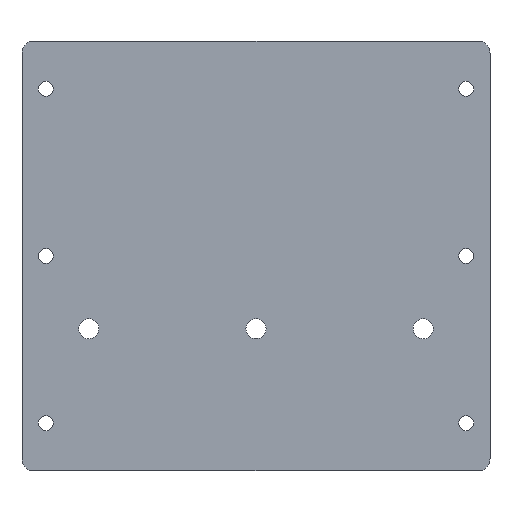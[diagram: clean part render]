
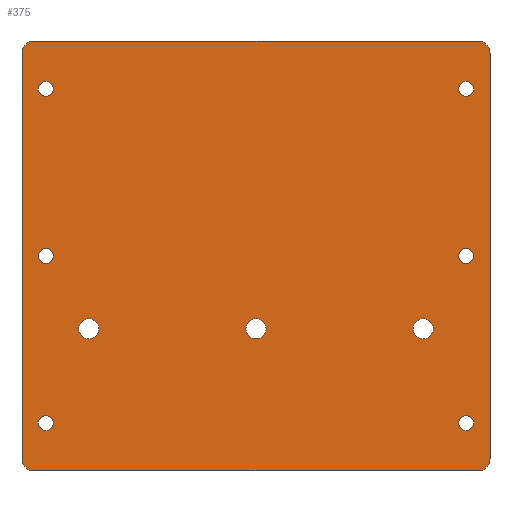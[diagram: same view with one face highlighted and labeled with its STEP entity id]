
A CAD part, front view. The second image highlights one B-rep face of the part: STEP entity #375.
In plain terms, the highlighted planar face has unit normal (0, -1, 0).
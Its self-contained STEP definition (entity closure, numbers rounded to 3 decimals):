
#15=FACE_BOUND('',#63,.T.);
#16=FACE_BOUND('',#64,.T.);
#17=FACE_BOUND('',#65,.T.);
#18=FACE_BOUND('',#66,.T.);
#19=FACE_BOUND('',#67,.T.);
#20=FACE_BOUND('',#68,.T.);
#21=FACE_BOUND('',#69,.T.);
#22=FACE_BOUND('',#70,.T.);
#23=FACE_BOUND('',#71,.T.);
#33=PLANE('',#416);
#43=FACE_OUTER_BOUND('',#62,.T.);
#62=EDGE_LOOP('',(#272,#273,#274,#275,#276,#277,#278,#279));
#63=EDGE_LOOP('',(#280));
#64=EDGE_LOOP('',(#281));
#65=EDGE_LOOP('',(#282));
#66=EDGE_LOOP('',(#283));
#67=EDGE_LOOP('',(#284));
#68=EDGE_LOOP('',(#285));
#69=EDGE_LOOP('',(#286));
#70=EDGE_LOOP('',(#287));
#71=EDGE_LOOP('',(#288));
#100=LINE('',#596,#125);
#101=LINE('',#600,#126);
#102=LINE('',#604,#127);
#103=LINE('',#607,#128);
#125=VECTOR('',#482,10.);
#126=VECTOR('',#485,10.);
#127=VECTOR('',#488,10.);
#128=VECTOR('',#491,10.);
#145=CIRCLE('',#405,4.2);
#147=CIRCLE('',#408,4.2);
#149=CIRCLE('',#411,4.2);
#152=CIRCLE('',#415,5.);
#153=CIRCLE('',#417,5.);
#154=CIRCLE('',#418,5.);
#155=CIRCLE('',#419,5.);
#156=CIRCLE('',#420,3.15);
#157=CIRCLE('',#421,3.15);
#158=CIRCLE('',#422,3.15);
#159=CIRCLE('',#423,3.15);
#160=CIRCLE('',#424,3.15);
#161=CIRCLE('',#425,3.15);
#171=VERTEX_POINT('',#568);
#173=VERTEX_POINT('',#574);
#175=VERTEX_POINT('',#580);
#179=VERTEX_POINT('',#589);
#180=VERTEX_POINT('',#591);
#181=VERTEX_POINT('',#595);
#182=VERTEX_POINT('',#597);
#183=VERTEX_POINT('',#599);
#184=VERTEX_POINT('',#601);
#185=VERTEX_POINT('',#603);
#186=VERTEX_POINT('',#605);
#187=VERTEX_POINT('',#608);
#188=VERTEX_POINT('',#610);
#189=VERTEX_POINT('',#612);
#190=VERTEX_POINT('',#614);
#191=VERTEX_POINT('',#616);
#192=VERTEX_POINT('',#618);
#205=EDGE_CURVE('',#171,#171,#145,.T.);
#208=EDGE_CURVE('',#173,#173,#147,.T.);
#211=EDGE_CURVE('',#175,#175,#149,.T.);
#216=EDGE_CURVE('',#179,#180,#152,.T.);
#218=EDGE_CURVE('',#179,#181,#100,.T.);
#219=EDGE_CURVE('',#182,#181,#153,.T.);
#220=EDGE_CURVE('',#182,#183,#101,.T.);
#221=EDGE_CURVE('',#184,#183,#154,.T.);
#222=EDGE_CURVE('',#184,#185,#102,.T.);
#223=EDGE_CURVE('',#186,#185,#155,.T.);
#224=EDGE_CURVE('',#186,#180,#103,.T.);
#225=EDGE_CURVE('',#187,#187,#156,.T.);
#226=EDGE_CURVE('',#188,#188,#157,.T.);
#227=EDGE_CURVE('',#189,#189,#158,.T.);
#228=EDGE_CURVE('',#190,#190,#159,.T.);
#229=EDGE_CURVE('',#191,#191,#160,.T.);
#230=EDGE_CURVE('',#192,#192,#161,.T.);
#272=ORIENTED_EDGE('',*,*,#216,.F.);
#273=ORIENTED_EDGE('',*,*,#218,.T.);
#274=ORIENTED_EDGE('',*,*,#219,.F.);
#275=ORIENTED_EDGE('',*,*,#220,.T.);
#276=ORIENTED_EDGE('',*,*,#221,.F.);
#277=ORIENTED_EDGE('',*,*,#222,.T.);
#278=ORIENTED_EDGE('',*,*,#223,.F.);
#279=ORIENTED_EDGE('',*,*,#224,.T.);
#280=ORIENTED_EDGE('',*,*,#205,.T.);
#281=ORIENTED_EDGE('',*,*,#208,.T.);
#282=ORIENTED_EDGE('',*,*,#211,.T.);
#283=ORIENTED_EDGE('',*,*,#225,.T.);
#284=ORIENTED_EDGE('',*,*,#226,.T.);
#285=ORIENTED_EDGE('',*,*,#227,.T.);
#286=ORIENTED_EDGE('',*,*,#228,.T.);
#287=ORIENTED_EDGE('',*,*,#229,.T.);
#288=ORIENTED_EDGE('',*,*,#230,.T.);
#375=ADVANCED_FACE('',(#43,#15,#16,#17,#18,#19,#20,#21,#22,#23),#33,.F.);
#405=AXIS2_PLACEMENT_3D('',#569,#453,#454);
#408=AXIS2_PLACEMENT_3D('',#575,#460,#461);
#411=AXIS2_PLACEMENT_3D('',#581,#467,#468);
#415=AXIS2_PLACEMENT_3D('',#592,#477,#478);
#416=AXIS2_PLACEMENT_3D('',#594,#480,#481);
#417=AXIS2_PLACEMENT_3D('',#598,#483,#484);
#418=AXIS2_PLACEMENT_3D('',#602,#486,#487);
#419=AXIS2_PLACEMENT_3D('',#606,#489,#490);
#420=AXIS2_PLACEMENT_3D('',#609,#492,#493);
#421=AXIS2_PLACEMENT_3D('',#611,#494,#495);
#422=AXIS2_PLACEMENT_3D('',#613,#496,#497);
#423=AXIS2_PLACEMENT_3D('',#615,#498,#499);
#424=AXIS2_PLACEMENT_3D('',#617,#500,#501);
#425=AXIS2_PLACEMENT_3D('',#619,#502,#503);
#453=DIRECTION('center_axis',(0.,1.,0.));
#454=DIRECTION('ref_axis',(0.,0.,-1.));
#460=DIRECTION('center_axis',(0.,1.,0.));
#461=DIRECTION('ref_axis',(0.,0.,-1.));
#467=DIRECTION('center_axis',(0.,1.,0.));
#468=DIRECTION('ref_axis',(0.,0.,-1.));
#477=DIRECTION('center_axis',(0.,1.,0.));
#478=DIRECTION('ref_axis',(-0.707,0.,-0.707));
#480=DIRECTION('center_axis',(0.,1.,0.));
#481=DIRECTION('ref_axis',(1.,0.,0.));
#482=DIRECTION('',(1.,0.,0.));
#483=DIRECTION('center_axis',(0.,1.,0.));
#484=DIRECTION('ref_axis',(0.707,0.,-0.707));
#485=DIRECTION('',(0.,0.,1.));
#486=DIRECTION('center_axis',(0.,1.,0.));
#487=DIRECTION('ref_axis',(0.707,0.,0.707));
#488=DIRECTION('',(-1.,0.,0.));
#489=DIRECTION('center_axis',(0.,1.,0.));
#490=DIRECTION('ref_axis',(-0.707,0.,0.707));
#491=DIRECTION('',(0.,0.,-1.));
#492=DIRECTION('center_axis',(0.,1.,0.));
#493=DIRECTION('ref_axis',(0.,0.,1.));
#494=DIRECTION('center_axis',(0.,1.,0.));
#495=DIRECTION('ref_axis',(0.,0.,1.));
#496=DIRECTION('center_axis',(0.,1.,0.));
#497=DIRECTION('ref_axis',(0.,0.,1.));
#498=DIRECTION('center_axis',(0.,1.,0.));
#499=DIRECTION('ref_axis',(0.,0.,1.));
#500=DIRECTION('center_axis',(0.,1.,0.));
#501=DIRECTION('ref_axis',(0.,0.,1.));
#502=DIRECTION('center_axis',(0.,1.,0.));
#503=DIRECTION('ref_axis',(0.,0.,1.));
#568=CARTESIAN_POINT('',(0.,0.,-26.3));
#569=CARTESIAN_POINT('Origin',(0.,0.,-30.5));
#574=CARTESIAN_POINT('',(-70.,0.,-26.3));
#575=CARTESIAN_POINT('Origin',(-70.,0.,-30.5));
#580=CARTESIAN_POINT('',(70.,0.,-26.3));
#581=CARTESIAN_POINT('Origin',(70.,0.,-30.5));
#589=CARTESIAN_POINT('',(-93.,0.,-90.));
#591=CARTESIAN_POINT('',(-98.,0.,-85.));
#592=CARTESIAN_POINT('Origin',(-93.,0.,-85.));
#594=CARTESIAN_POINT('Origin',(0.,0.,0.));
#595=CARTESIAN_POINT('',(93.,0.,-90.));
#596=CARTESIAN_POINT('',(-98.,0.,-90.));
#597=CARTESIAN_POINT('',(98.,0.,-85.));
#598=CARTESIAN_POINT('Origin',(93.,0.,-85.));
#599=CARTESIAN_POINT('',(98.,0.,85.));
#600=CARTESIAN_POINT('',(98.,0.,-90.));
#601=CARTESIAN_POINT('',(93.,0.,90.));
#602=CARTESIAN_POINT('Origin',(93.,0.,85.));
#603=CARTESIAN_POINT('',(-93.,0.,90.));
#604=CARTESIAN_POINT('',(98.,0.,90.));
#605=CARTESIAN_POINT('',(-98.,0.,85.));
#606=CARTESIAN_POINT('Origin',(-93.,0.,85.));
#607=CARTESIAN_POINT('',(-98.,0.,90.));
#608=CARTESIAN_POINT('',(88.,0.,-3.15));
#609=CARTESIAN_POINT('Origin',(88.,0.,0.));
#610=CARTESIAN_POINT('',(-88.,0.,-73.15));
#611=CARTESIAN_POINT('Origin',(-88.,0.,-70.));
#612=CARTESIAN_POINT('',(-88.,0.,66.85));
#613=CARTESIAN_POINT('Origin',(-88.,0.,70.));
#614=CARTESIAN_POINT('',(-88.,0.,-3.15));
#615=CARTESIAN_POINT('Origin',(-88.,0.,0.));
#616=CARTESIAN_POINT('',(88.,0.,66.85));
#617=CARTESIAN_POINT('Origin',(88.,0.,70.));
#618=CARTESIAN_POINT('',(88.,0.,-73.15));
#619=CARTESIAN_POINT('Origin',(88.,0.,-70.));
